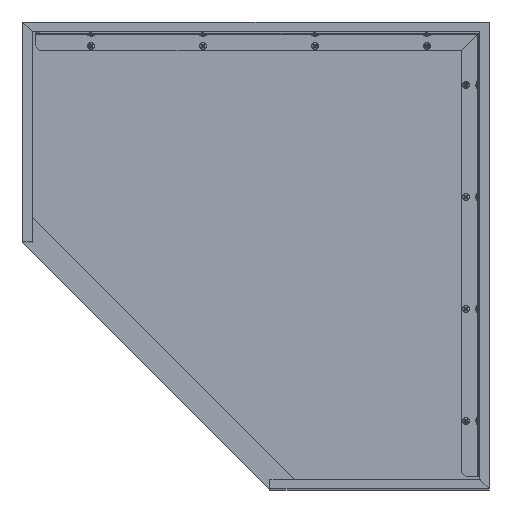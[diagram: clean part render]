
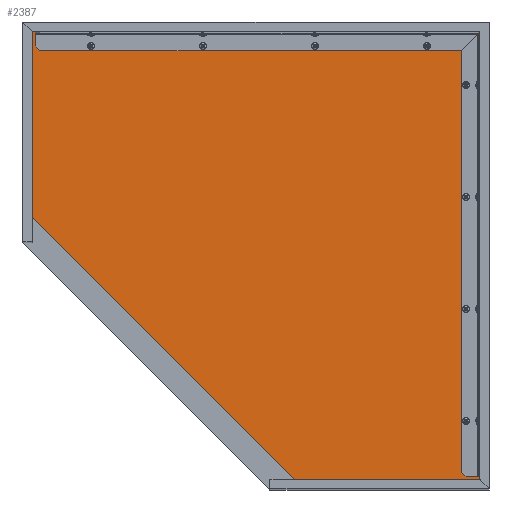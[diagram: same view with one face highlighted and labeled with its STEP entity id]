
A CAD part, top view. The second image highlights one B-rep face of the part: STEP entity #2387.
In plain terms, the highlighted planar face has unit normal (0, 0, 1).
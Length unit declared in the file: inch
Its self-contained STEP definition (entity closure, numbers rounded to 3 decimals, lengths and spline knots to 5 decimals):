
#367 = DIRECTION ( 'NONE',  ( 1., 0., 0. ) ) ;
#901 = LINE ( 'NONE', #8494, #11916 ) ;
#988 = CARTESIAN_POINT ( 'NONE',  ( -28.25, -16.25, 38.75 ) ) ;
#1295 = EDGE_CURVE ( 'NONE', #10577, #8427, #8040, .T. ) ;
#1960 = ORIENTED_EDGE ( 'NONE', *, *, #8747, .F. ) ;
#2050 = LINE ( 'NONE', #988, #7424 ) ;
#2281 = CARTESIAN_POINT ( 'NONE',  ( -16.25, -40.25, 38.75 ) ) ;
#2387 = ADVANCED_FACE ( 'N', ( #6900 ), #3994, .T. ) ;
#2418 = CARTESIAN_POINT ( 'NONE',  ( -40.25, -16.25, 38.75 ) ) ;
#2464 = EDGE_LOOP ( 'NONE', ( #3414, #4604, #2856, #1960, #5573 ) ) ;
#2856 = ORIENTED_EDGE ( 'NONE', *, *, #1295, .F. ) ;
#2982 = DIRECTION ( 'NONE',  ( 1., 0., 0. ) ) ;
#3055 = DIRECTION ( 'NONE',  ( 0., 1., 0. ) ) ;
#3090 = EDGE_CURVE ( 'NONE', #10761, #5635, #11454, .T. ) ;
#3323 = CARTESIAN_POINT ( 'NONE',  ( -23.375, -40.25, 38.75 ) ) ;
#3382 = AXIS2_PLACEMENT_3D ( 'NONE', #8886, #6841, #367 ) ;
#3414 = ORIENTED_EDGE ( 'NONE', *, *, #10199, .F. ) ;
#3572 = CARTESIAN_POINT ( 'NONE',  ( -33.22056, -33.22056, 38.75 ) ) ;
#3779 = DIRECTION ( 'NONE',  ( 0., -1., 0. ) ) ;
#3928 = VECTOR ( 'NONE', #7226, 39.37008 ) ;
#3994 = PLANE ( 'NONE',  #3382 ) ;
#4143 = CARTESIAN_POINT ( 'NONE',  ( -40.25, -26.19113, 38.75 ) ) ;
#4247 = DIRECTION ( 'NONE',  ( -1., 0., 0. ) ) ;
#4604 = ORIENTED_EDGE ( 'NONE', *, *, #4802, .T. ) ;
#4802 = EDGE_CURVE ( 'NONE', #5979, #8427, #901, .T. ) ;
#5573 = ORIENTED_EDGE ( 'NONE', *, *, #3090, .T. ) ;
#5635 = VERTEX_POINT ( 'NONE', #11106 ) ;
#5979 = VERTEX_POINT ( 'NONE', #2418 ) ;
#6841 = DIRECTION ( 'NONE',  ( 0., 0., 1. ) ) ;
#6900 = FACE_OUTER_BOUND ( 'NONE', #2464, .T. ) ;
#7226 = DIRECTION ( 'NONE',  ( -0.707, 0.707, 0. ) ) ;
#7424 = VECTOR ( 'NONE', #2982, 39.37008 ) ;
#8040 = LINE ( 'NONE', #3572, #3928 ) ;
#8427 = VERTEX_POINT ( 'NONE', #4143 ) ;
#8494 = CARTESIAN_POINT ( 'NONE',  ( -40.25, -21.22056, 38.75 ) ) ;
#8747 = EDGE_CURVE ( 'NONE', #10761, #10577, #9037, .T. ) ;
#8886 = CARTESIAN_POINT ( 'NONE',  ( -27.875, -27.875, 38.75 ) ) ;
#9037 = LINE ( 'NONE', #3323, #11739 ) ;
#9840 = CARTESIAN_POINT ( 'NONE',  ( -26.19113, -40.25, 38.75 ) ) ;
#9945 = VECTOR ( 'NONE', #3055, 39.37008 ) ;
#10199 = EDGE_CURVE ( 'NONE', #5979, #5635, #2050, .T. ) ;
#10577 = VERTEX_POINT ( 'NONE', #9840 ) ;
#10580 = CARTESIAN_POINT ( 'NONE',  ( -16.25, -28.25, 38.75 ) ) ;
#10761 = VERTEX_POINT ( 'NONE', #2281 ) ;
#11106 = CARTESIAN_POINT ( 'NONE',  ( -16.25, -16.25, 38.75 ) ) ;
#11454 = LINE ( 'NONE', #10580, #9945 ) ;
#11739 = VECTOR ( 'NONE', #4247, 39.37008 ) ;
#11916 = VECTOR ( 'NONE', #3779, 39.37008 ) ;
